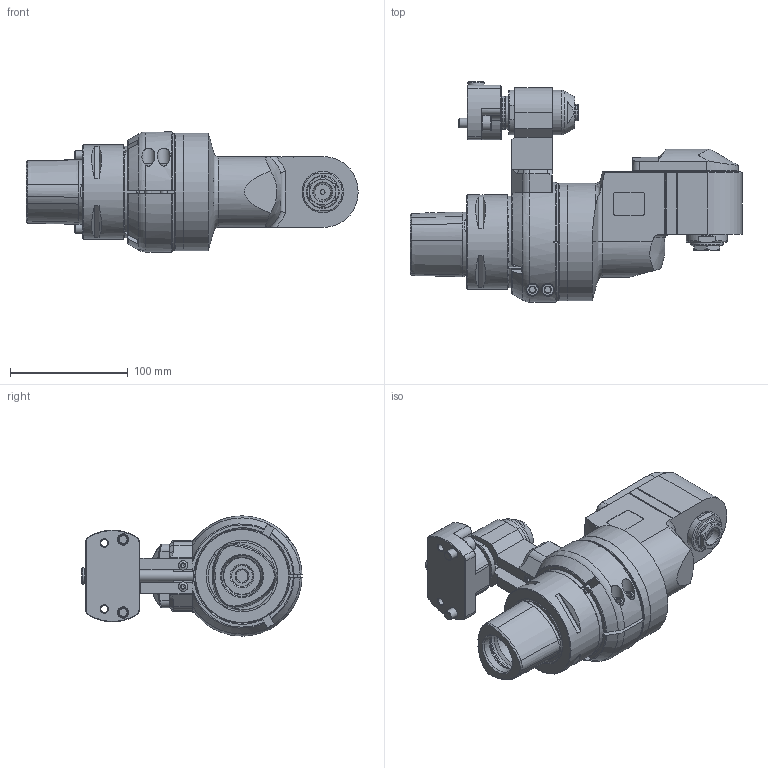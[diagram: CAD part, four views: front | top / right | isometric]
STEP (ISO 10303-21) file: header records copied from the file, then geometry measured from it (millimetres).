
FILE_DESCRIPTION(/* description */ (''),/* implementation_level */ '2;1');
FILE_NAME(/* name */ '9.FR9.130C0-4C8 with stop block.stp',/* time_stamp */ '2024-10-25T09:55:47-04:00',/* author */ ('jkrenzer'),/* organization */ (''),/* preprocessor_version */ 'ST-DEVELOPER v18.1',/* originating_system */ 'Autodesk Inventor 2022',/* authorisation */ '');
FILE_SCHEMA (('AUTOMOTIVE_DESIGN { 1 0 10303 214 3 1 1 }'));
Products named in the file (2): 9.FR9.130C0-4C8 with stop block; 9.FR9.130C0-4C8 with stop block_1
Assembly tree (1 placements, depth 2):
  9.FR9.130C0-4C8 with stop block
    9.FR9.130C0-4C8 with stop block_1
Bounding box: 282 x 186.98 x 102 mm (x, y, z)
Volume: 1529759.8 mm3; surface area: 165196.6 mm2
Topology: 3 solids, 7 shells, 689 faces, 1692 edges, 1079 vertices
Faces by surface type: plane 318, cylinder 169, cone 148, torus 34, bspline 18, sphere 2
Full cylindrical faces by diameter (mm): 2.5 x1, 3.2 x2, 3.3 x2, 4 x2, 4.2 x2, 5 x2, 6 x5, 6.5 x2, 8 x2, 8.5 x3, 8.821 x1, 9 x2, 9.1 x2, 9.2 x2, 10 x6, 10.4 x2, 11 x2, 12 x2, 12.5 x1, 12.8 x2, 13 x4, 13.5 x1, 14 x2, 16 x1, 17.7 x1, 18 x3, 20.5 x1, 23 x1, 26.5 x1, 27.5 x1
Entity records: 24976 total; most frequent: CARTESIAN_POINT 8556, DIRECTION 3474, ORIENTED_EDGE 3372, EDGE_CURVE 1686, AXIS2_PLACEMENT_3D 1337, VERTEX_POINT 1079, LINE 800, VECTOR 800
